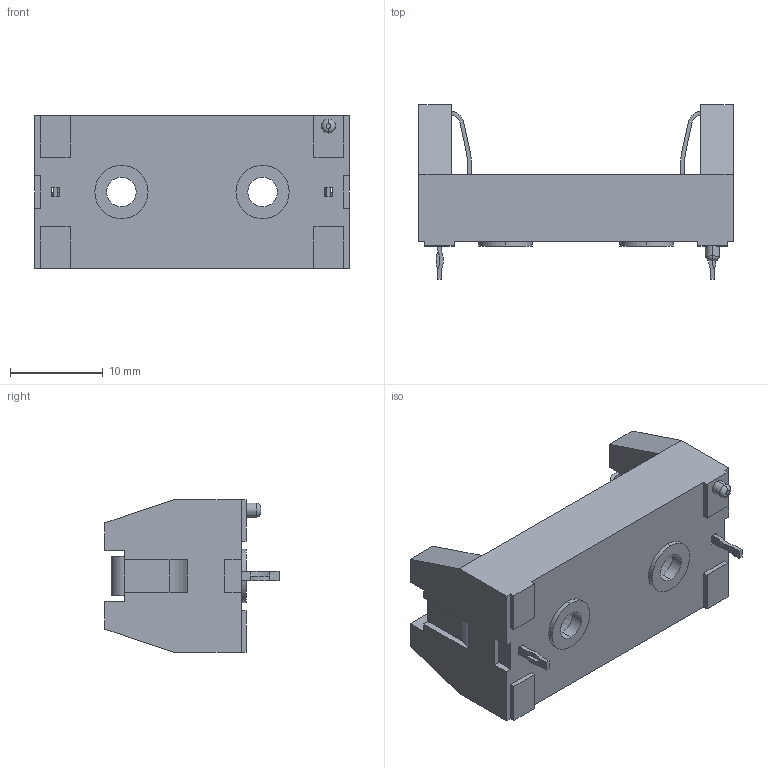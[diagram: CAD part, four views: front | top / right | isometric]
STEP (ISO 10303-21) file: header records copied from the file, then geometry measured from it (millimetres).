
FILE_DESCRIPTION (( 'STEP AP214' ), '1' );
FILE_NAME ('815-0931.STEP', '2019-11-19T04:09:37', ( '' ), ( '' ), 'SwSTEP 2.0', 'SolidWorks 2016', '' );
FILE_SCHEMA (( 'AUTOMOTIVE_DESIGN' ));
Length unit declared in the file: millimetre
Products named in the file (1): 815-0931
Bounding box: 33.93 x 18.8 x 16.51 mm (x, y, z)
Volume: 3118.8 mm3; surface area: 3464.2 mm2
Topology: 3 solids, 3 shells, 224 faces, 606 edges, 398 vertices
Faces by surface type: plane 182, cylinder 40, torus 2
Entity records: 7034 total; most frequent: CARTESIAN_POINT 1229, ORIENTED_EDGE 1212, DIRECTION 1148, EDGE_CURVE 606, LINE 514, VECTOR 514, VERTEX_POINT 398, AXIS2_PLACEMENT_3D 317
